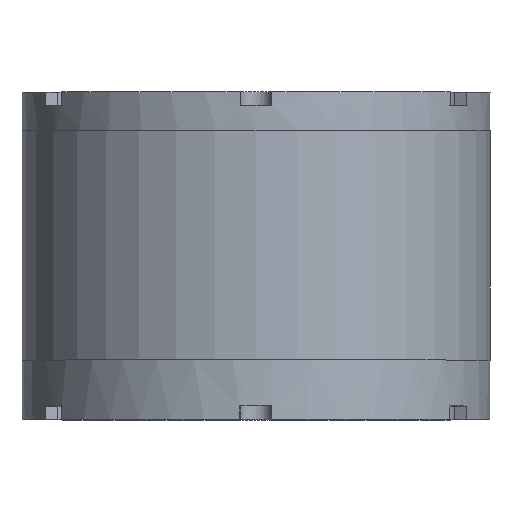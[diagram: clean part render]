
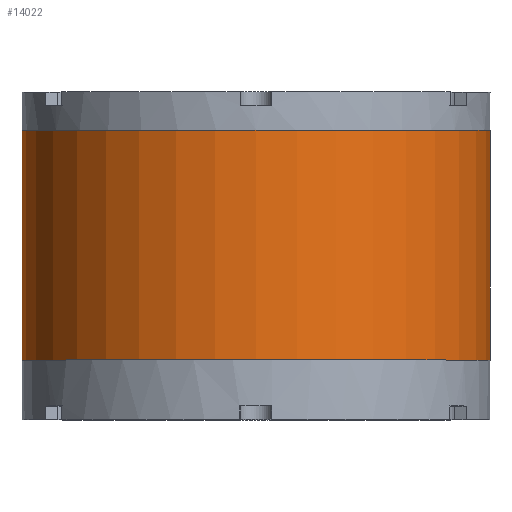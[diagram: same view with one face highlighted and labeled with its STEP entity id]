
A CAD part, top view. The second image highlights one B-rep face of the part: STEP entity #14022.
In plain terms, the highlighted cylindrical face has radius 55 mm (diameter 110 mm), a full revolution.
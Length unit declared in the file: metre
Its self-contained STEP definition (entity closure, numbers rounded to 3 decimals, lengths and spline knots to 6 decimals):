
#3175=ORIENTED_EDGE('',*,*,#7745,.T.);
#3176=ORIENTED_EDGE('',*,*,#7746,.F.);
#7745=EDGE_CURVE('',#10077,#10077,#11401,.F.);
#7746=EDGE_CURVE('',#10078,#10078,#11402,.T.);
#10077=VERTEX_POINT('',#24340);
#10078=VERTEX_POINT('',#24342);
#11401=CIRCLE('',#15474,0.055);
#11402=CIRCLE('',#15475,0.055);
#12057=EDGE_LOOP('',(#3175));
#12058=EDGE_LOOP('',(#3176));
#12985=FACE_BOUND('',#12057,.T.);
#12986=FACE_BOUND('',#12058,.T.);
#13801=CYLINDRICAL_SURFACE('',#15473,0.055);
#14022=ADVANCED_FACE('',(#12985,#12986),#13801,.T.);
#15473=AXIS2_PLACEMENT_3D('',#24338,#17557,#17558);
#15474=AXIS2_PLACEMENT_3D('',#24339,#17559,#17560);
#15475=AXIS2_PLACEMENT_3D('',#24341,#17561,#17562);
#17557=DIRECTION('',(0.,-1.,0.));
#17558=DIRECTION('',(0.,0.,-1.));
#17559=DIRECTION('',(0.,1.,0.));
#17560=DIRECTION('',(0.,0.,1.));
#17561=DIRECTION('',(0.,-1.,0.));
#17562=DIRECTION('',(0.,0.,-1.));
#24338=CARTESIAN_POINT('',(0.,0.000002,0.));
#24339=CARTESIAN_POINT('',(0.,0.015,0.));
#24340=CARTESIAN_POINT('',(0.,0.015,0.055));
#24341=CARTESIAN_POINT('',(0.,-0.039,0.));
#24342=CARTESIAN_POINT('',(0.,-0.039,-0.055));
